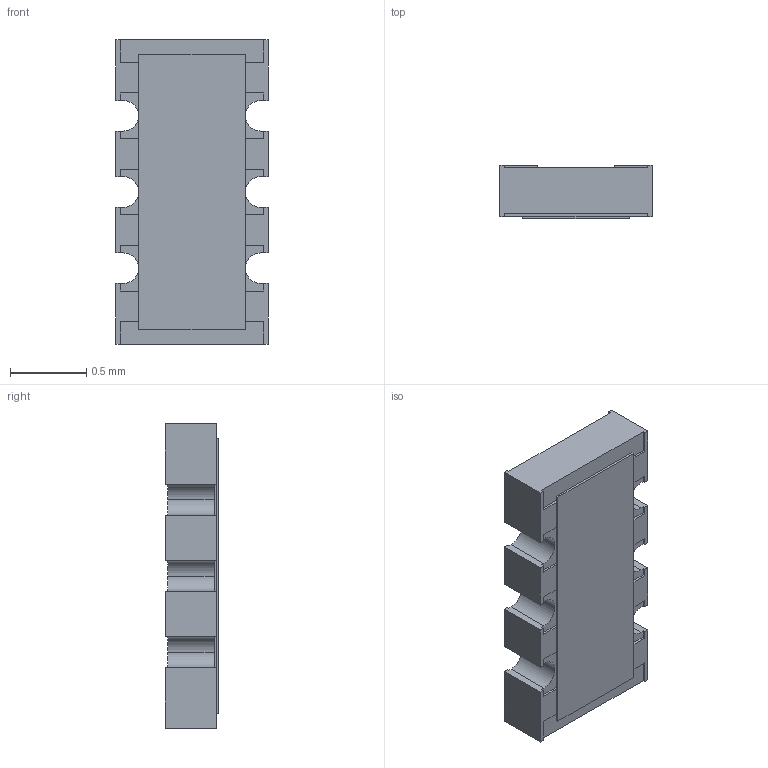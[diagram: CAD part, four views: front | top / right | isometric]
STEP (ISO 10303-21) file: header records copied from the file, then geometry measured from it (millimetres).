
FILE_DESCRIPTION(('STEP AP214'),'1');
FILE_NAME('cay10-150j4lf.stp','2017-04-27T13:36:04',('TraceParts'),('TraceParts S.A.'),'Spatial InterOp 3D',' ',' ');
FILE_SCHEMA(('automotive_design'));
Length unit declared in the file: millimetre
Products named in the file (1): cay10-150j4lf
Bounding box: 1 x 0.35 x 2 mm (x, y, z)
Volume: 0.6 mm3; surface area: 6.8 mm2
Topology: 1 solids, 1 shells, 148 faces, 422 edges, 276 vertices
Faces by surface type: plane 136, cylinder 12
Entity records: 4737 total; most frequent: CARTESIAN_POINT 847, ORIENTED_EDGE 844, DIRECTION 744, EDGE_CURVE 422, LINE 398, VECTOR 398, VERTEX_POINT 276, AXIS2_PLACEMENT_3D 173
